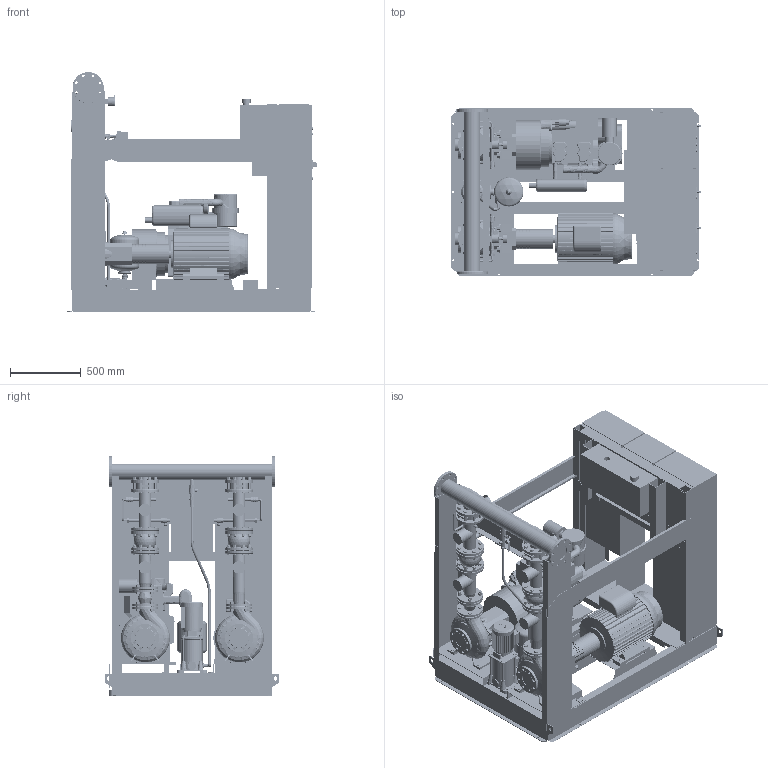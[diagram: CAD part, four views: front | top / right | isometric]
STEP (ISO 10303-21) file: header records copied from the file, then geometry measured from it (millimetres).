
FILE_DESCRIPTION((''),'2;1');
FILE_NAME('3d_Sifire-EN-65_200-197-22_26.5_0.75EDJ-4184026.stp','2015-05-26T08:16:17',(''),(''),'Mechanical Desktop 2009','Mechanical Desktop 2009',', , ');
FILE_SCHEMA(('CONFIG_CONTROL_DESIGN'));
Length unit declared in the file: millimetre
Products named in the file (1): Product
Bounding box: 1754.5 x 1230 x 1690 mm (x, y, z)
Volume: 555339850.5 mm3; surface area: 36440431.1 mm2
Topology: 317 solids, 317 shells, 7416 faces, 17764 edges, 11180 vertices
Faces by surface type: bspline 2692, plane 2426, cylinder 1268, cone 856, torus 142, sphere 32
Entity records: 238573 total; most frequent: CARTESIAN_POINT 78553, ORIENTED_EDGE 35460, DIRECTION 29966, EDGE_CURVE 17730, VERTEX_POINT 11176, AXIS2_PLACEMENT_3D 10400, VECTOR 9166, LINE 9166
